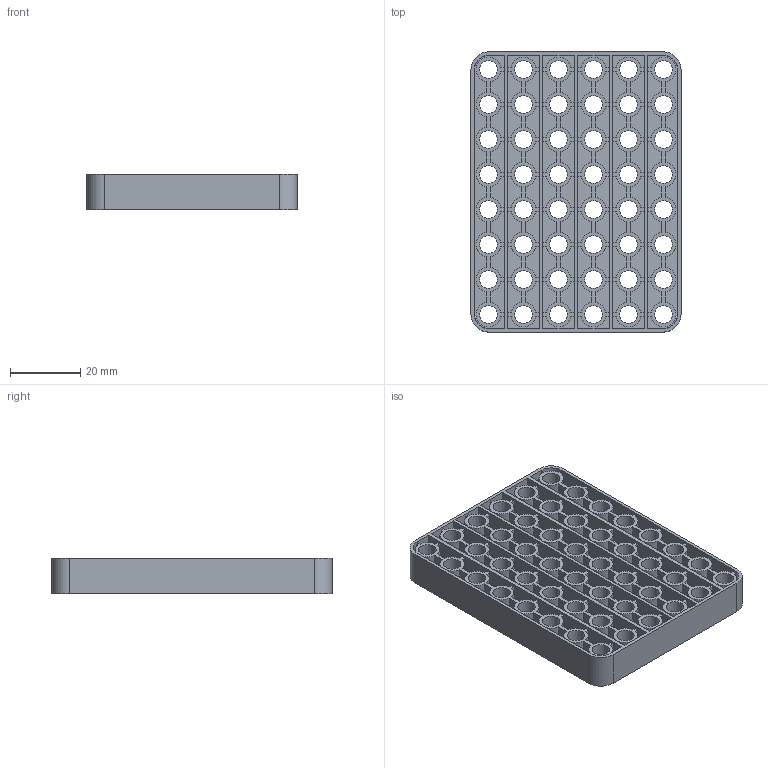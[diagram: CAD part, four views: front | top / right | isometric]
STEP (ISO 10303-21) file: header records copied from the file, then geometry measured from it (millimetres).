
FILE_DESCRIPTION(/* description */ (''),/* implementation_level */ '2;1');
FILE_NAME(/* name */ 'S8x6.stp',/* time_stamp */ '2019-02-14T19:41:33+01:00',/* author */ ('Varga Daniel'),/* organization */ (''),/* preprocessor_version */ 'ST-DEVELOPER v17.2',/* originating_system */ 'Autodesk Inventor 2019',/* authorisation */ '');
FILE_SCHEMA (('AUTOMOTIVE_DESIGN { 1 0 10303 214 3 1 1 }'));
Length unit declared in the file: millimetre
Products named in the file (1): S8x6
Bounding box: 60 x 80 x 10 mm (x, y, z)
Volume: 18100.6 mm3; surface area: 34978.4 mm2
Topology: 1 solids, 1 shells, 1326 faces, 3936 edges, 2624 vertices
Faces by surface type: plane 882, cylinder 444
Full cylindrical faces by diameter (mm): 5 x48
Entity records: 45912 total; most frequent: CARTESIAN_POINT 7887, ORIENTED_EDGE 7872, DIRECTION 7494, EDGE_CURVE 3936, LINE 3032, VECTOR 3032, VERTEX_POINT 2624, AXIS2_PLACEMENT_3D 2231
